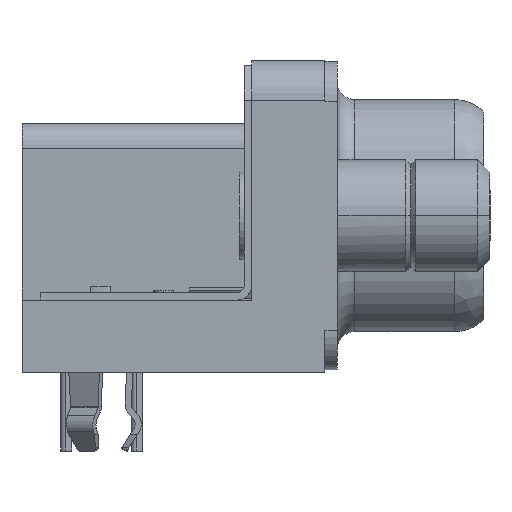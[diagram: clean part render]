
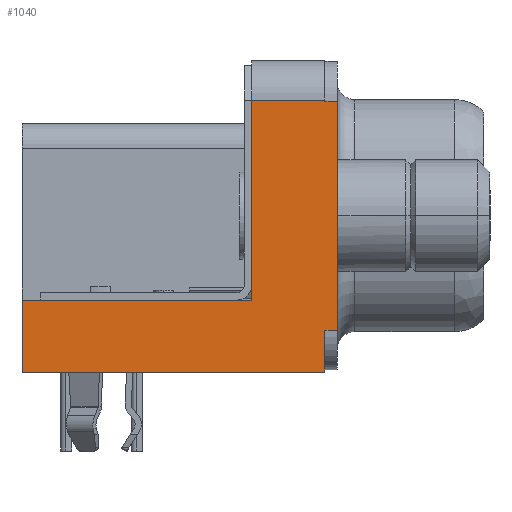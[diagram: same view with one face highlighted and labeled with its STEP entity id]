
A CAD part, left-side view. The second image highlights one B-rep face of the part: STEP entity #1040.
In plain terms, the highlighted planar face has unit normal (-1, 0, 0).
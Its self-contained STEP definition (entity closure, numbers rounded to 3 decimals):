
#207 = VERTEX_POINT('',#208);
#208 = CARTESIAN_POINT('',(-9.925,-10.92,1.79));
#215 = EDGE_CURVE('',#216,#207,#218,.T.);
#216 = VERTEX_POINT('',#217);
#217 = CARTESIAN_POINT('',(-9.925,-10.92,11.01));
#218 = LINE('',#219,#220);
#219 = CARTESIAN_POINT('',(-9.925,-10.92,11.01));
#220 = VECTOR('',#221,1.);
#221 = DIRECTION('',(0.,0.,-1.));
#440 = VERTEX_POINT('',#441);
#441 = CARTESIAN_POINT('',(-9.925,-10.42,0.1));
#447 = EDGE_CURVE('',#448,#440,#450,.T.);
#448 = VERTEX_POINT('',#449);
#449 = CARTESIAN_POINT('',(-9.925,-10.42,1.79));
#450 = LINE('',#451,#452);
#451 = CARTESIAN_POINT('',(-9.925,-10.42,1.79));
#452 = VECTOR('',#453,1.);
#453 = DIRECTION('',(0.,0.,-1.));
#591 = VERTEX_POINT('',#592);
#592 = CARTESIAN_POINT('',(-9.925,-10.42,11.05));
#647 = VERTEX_POINT('',#648);
#648 = CARTESIAN_POINT('',(-9.925,-7.47,11.05));
#655 = EDGE_CURVE('',#647,#656,#658,.T.);
#656 = VERTEX_POINT('',#657);
#657 = CARTESIAN_POINT('',(-9.925,-7.47,3.));
#658 = LINE('',#659,#660);
#659 = CARTESIAN_POINT('',(-9.925,-7.47,11.05));
#660 = VECTOR('',#661,1.);
#661 = DIRECTION('',(0.,0.,-1.));
#1029 = EDGE_CURVE('',#591,#647,#1030,.T.);
#1030 = LINE('',#1031,#1032);
#1031 = CARTESIAN_POINT('',(-9.925,-10.42,11.05));
#1032 = VECTOR('',#1033,1.);
#1033 = DIRECTION('',(0.,1.,
    0.));
#1040 = ADVANCED_FACE('',(#1041),#1092,.T.);
#1041 = FACE_BOUND('',#1042,.F.);
#1042 = EDGE_LOOP('',(#1043,#1054,#1060,#1061,#1067,#1068,#1076,#1084,
    #1090,#1091));
#1043 = ORIENTED_EDGE('',*,*,#1044,.F.);
#1044 = EDGE_CURVE('',#1045,#591,#1047,.T.);
#1045 = VERTEX_POINT('',#1046);
#1046 = CARTESIAN_POINT('',(-9.925,-10.42,11.01));
#1047 = B_SPLINE_CURVE_WITH_KNOTS('',3,(#1048,#1049,#1050,#1051,#1052,
    #1053),.UNSPECIFIED.,.F.,.F.,(4,1,1,4),(0.,0.333,
    0.667,1.),.UNSPECIFIED.);
#1048 = CARTESIAN_POINT('',(-9.925,-10.42,11.01));
#1049 = CARTESIAN_POINT('',(-9.925,-10.42,11.014));
#1050 = CARTESIAN_POINT('',(-9.925,-10.42,11.023));
#1051 = CARTESIAN_POINT('',(-9.925,-10.42,11.037));
#1052 = CARTESIAN_POINT('',(-9.925,-10.42,11.046));
#1053 = CARTESIAN_POINT('',(-9.925,-10.42,11.05));
#1054 = ORIENTED_EDGE('',*,*,#1055,.F.);
#1055 = EDGE_CURVE('',#216,#1045,#1056,.T.);
#1056 = LINE('',#1057,#1058);
#1057 = CARTESIAN_POINT('',(-9.925,-10.92,11.01));
#1058 = VECTOR('',#1059,1.);
#1059 = DIRECTION('',(0.,1.,0.));
#1060 = ORIENTED_EDGE('',*,*,#215,.T.);
#1061 = ORIENTED_EDGE('',*,*,#1062,.F.);
#1062 = EDGE_CURVE('',#448,#207,#1063,.T.);
#1063 = LINE('',#1064,#1065);
#1064 = CARTESIAN_POINT('',(-9.925,-10.42,1.79));
#1065 = VECTOR('',#1066,1.);
#1066 = DIRECTION('',(0.,-1.,-0.));
#1067 = ORIENTED_EDGE('',*,*,#447,.T.);
#1068 = ORIENTED_EDGE('',*,*,#1069,.F.);
#1069 = EDGE_CURVE('',#1070,#440,#1072,.T.);
#1070 = VERTEX_POINT('',#1071);
#1071 = CARTESIAN_POINT('',(-9.925,1.78,0.1));
#1072 = LINE('',#1073,#1074);
#1073 = CARTESIAN_POINT('',(-9.925,1.78,0.1));
#1074 = VECTOR('',#1075,1.);
#1075 = DIRECTION('',(0.,-1.,-0.));
#1076 = ORIENTED_EDGE('',*,*,#1077,.F.);
#1077 = EDGE_CURVE('',#1078,#1070,#1080,.T.);
#1078 = VERTEX_POINT('',#1079);
#1079 = CARTESIAN_POINT('',(-9.925,1.78,3.));
#1080 = LINE('',#1081,#1082);
#1081 = CARTESIAN_POINT('',(-9.925,1.78,3.));
#1082 = VECTOR('',#1083,1.);
#1083 = DIRECTION('',(0.,0.,-1.));
#1084 = ORIENTED_EDGE('',*,*,#1085,.T.);
#1085 = EDGE_CURVE('',#1078,#656,#1086,.T.);
#1086 = LINE('',#1087,#1088);
#1087 = CARTESIAN_POINT('',(-9.925,1.78,3.));
#1088 = VECTOR('',#1089,1.);
#1089 = DIRECTION('',(0.,-1.,-0.));
#1090 = ORIENTED_EDGE('',*,*,#655,.F.);
#1091 = ORIENTED_EDGE('',*,*,#1029,.F.);
#1092 = PLANE('',#1093);
#1093 = AXIS2_PLACEMENT_3D('',#1094,#1095,#1096);
#1094 = CARTESIAN_POINT('',(-9.925,-10.42,0.1));
#1095 = DIRECTION('',(-1.,0.,0.));
#1096 = DIRECTION('',(0.,0.,1.));
